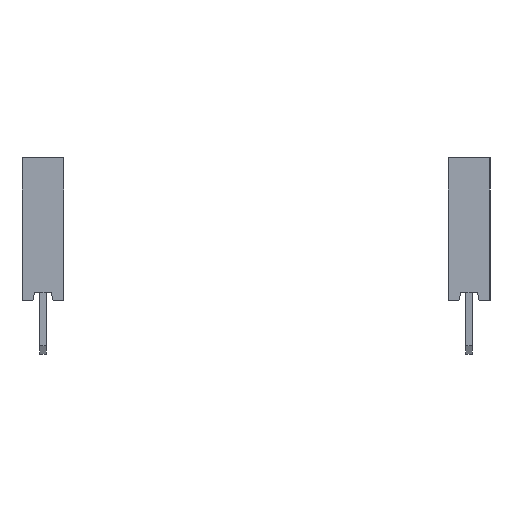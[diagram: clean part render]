
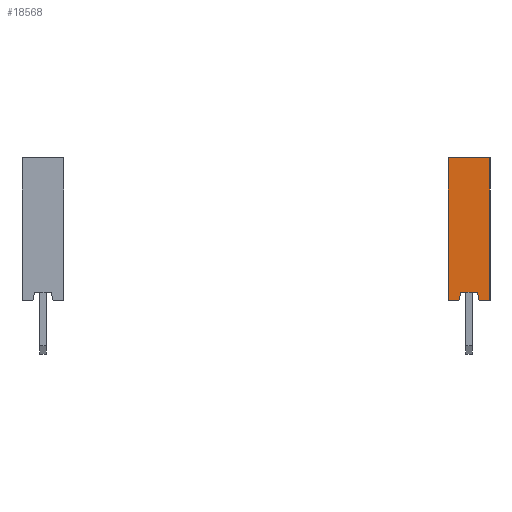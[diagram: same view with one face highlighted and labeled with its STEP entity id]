
A CAD part, front view. The second image highlights one B-rep face of the part: STEP entity #18568.
In plain terms, the highlighted face is planar.
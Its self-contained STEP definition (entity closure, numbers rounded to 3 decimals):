
#18568 = ADVANCED_FACE('',(#18569),#18583,.F.);
#18569 = FACE_BOUND('',#18570,.F.);
#18570 = EDGE_LOOP('',(#18571,#18606,#18634,#18662,#18690,#18718,#18746,
    #18774));
#18571 = ORIENTED_EDGE('',*,*,#18572,.F.);
#18572 = EDGE_CURVE('',#18573,#18575,#18577,.T.);
#18573 = VERTEX_POINT('',#18574);
#18574 = CARTESIAN_POINT('',(-24.38,-1.25,11.7));
#18575 = VERTEX_POINT('',#18576);
#18576 = CARTESIAN_POINT('',(-24.38,1.25,11.7));
#18577 = SURFACE_CURVE('',#18578,(#18582,#18594),.PCURVE_S1.);
#18578 = LINE('',#18579,#18580);
#18579 = CARTESIAN_POINT('',(-24.38,-1.25,11.7));
#18580 = VECTOR('',#18581,1.);
#18581 = DIRECTION('',(0.,1.,0.));
#18582 = PCURVE('',#18583,#18588);
#18583 = PLANE('',#18584);
#18584 = AXIS2_PLACEMENT_3D('',#18585,#18586,#18587);
#18585 = CARTESIAN_POINT('',(-24.38,-1.25,3.2));
#18586 = DIRECTION('',(1.,0.,0.));
#18587 = DIRECTION('',(0.,0.,1.));
#18588 = DEFINITIONAL_REPRESENTATION('',(#18589),#18593);
#18589 = LINE('',#18590,#18591);
#18590 = CARTESIAN_POINT('',(8.5,0.));
#18591 = VECTOR('',#18592,1.);
#18592 = DIRECTION('',(0.,-1.));
#18593 = ( GEOMETRIC_REPRESENTATION_CONTEXT(2) 
PARAMETRIC_REPRESENTATION_CONTEXT() REPRESENTATION_CONTEXT('2D SPACE',''
  ) );
#18594 = PCURVE('',#18595,#18600);
#18595 = PLANE('',#18596);
#18596 = AXIS2_PLACEMENT_3D('',#18597,#18598,#18599);
#18597 = CARTESIAN_POINT('',(-24.38,-1.25,11.7));
#18598 = DIRECTION('',(0.,0.,1.));
#18599 = DIRECTION('',(1.,0.,0.));
#18600 = DEFINITIONAL_REPRESENTATION('',(#18601),#18605);
#18601 = LINE('',#18602,#18603);
#18602 = CARTESIAN_POINT('',(0.,0.));
#18603 = VECTOR('',#18604,1.);
#18604 = DIRECTION('',(0.,1.));
#18605 = ( GEOMETRIC_REPRESENTATION_CONTEXT(2) 
PARAMETRIC_REPRESENTATION_CONTEXT() REPRESENTATION_CONTEXT('2D SPACE',''
  ) );
#18606 = ORIENTED_EDGE('',*,*,#18607,.F.);
#18607 = EDGE_CURVE('',#18608,#18573,#18610,.T.);
#18608 = VERTEX_POINT('',#18609);
#18609 = CARTESIAN_POINT('',(-24.38,-1.25,3.2));
#18610 = SURFACE_CURVE('',#18611,(#18615,#18622),.PCURVE_S1.);
#18611 = LINE('',#18612,#18613);
#18612 = CARTESIAN_POINT('',(-24.38,-1.25,3.2));
#18613 = VECTOR('',#18614,1.);
#18614 = DIRECTION('',(0.,0.,1.));
#18615 = PCURVE('',#18583,#18616);
#18616 = DEFINITIONAL_REPRESENTATION('',(#18617),#18621);
#18617 = LINE('',#18618,#18619);
#18618 = CARTESIAN_POINT('',(0.,0.));
#18619 = VECTOR('',#18620,1.);
#18620 = DIRECTION('',(1.,0.));
#18621 = ( GEOMETRIC_REPRESENTATION_CONTEXT(2) 
PARAMETRIC_REPRESENTATION_CONTEXT() REPRESENTATION_CONTEXT('2D SPACE',''
  ) );
#18622 = PCURVE('',#18623,#18628);
#18623 = PLANE('',#18624);
#18624 = AXIS2_PLACEMENT_3D('',#18625,#18626,#18627);
#18625 = CARTESIAN_POINT('',(-24.38,-1.25,3.2));
#18626 = DIRECTION('',(0.,1.,0.));
#18627 = DIRECTION('',(0.,0.,1.));
#18628 = DEFINITIONAL_REPRESENTATION('',(#18629),#18633);
#18629 = LINE('',#18630,#18631);
#18630 = CARTESIAN_POINT('',(0.,0.));
#18631 = VECTOR('',#18632,1.);
#18632 = DIRECTION('',(1.,0.));
#18633 = ( GEOMETRIC_REPRESENTATION_CONTEXT(2) 
PARAMETRIC_REPRESENTATION_CONTEXT() REPRESENTATION_CONTEXT('2D SPACE',''
  ) );
#18634 = ORIENTED_EDGE('',*,*,#18635,.T.);
#18635 = EDGE_CURVE('',#18608,#18636,#18638,.T.);
#18636 = VERTEX_POINT('',#18637);
#18637 = CARTESIAN_POINT('',(-24.38,-0.6,3.2));
#18638 = SURFACE_CURVE('',#18639,(#18643,#18650),.PCURVE_S1.);
#18639 = LINE('',#18640,#18641);
#18640 = CARTESIAN_POINT('',(-24.38,-1.25,3.2));
#18641 = VECTOR('',#18642,1.);
#18642 = DIRECTION('',(0.,1.,0.));
#18643 = PCURVE('',#18583,#18644);
#18644 = DEFINITIONAL_REPRESENTATION('',(#18645),#18649);
#18645 = LINE('',#18646,#18647);
#18646 = CARTESIAN_POINT('',(0.,0.));
#18647 = VECTOR('',#18648,1.);
#18648 = DIRECTION('',(0.,-1.));
#18649 = ( GEOMETRIC_REPRESENTATION_CONTEXT(2) 
PARAMETRIC_REPRESENTATION_CONTEXT() REPRESENTATION_CONTEXT('2D SPACE',''
  ) );
#18650 = PCURVE('',#18651,#18656);
#18651 = PLANE('',#18652);
#18652 = AXIS2_PLACEMENT_3D('',#18653,#18654,#18655);
#18653 = CARTESIAN_POINT('',(-24.38,-1.25,3.2));
#18654 = DIRECTION('',(0.,0.,1.));
#18655 = DIRECTION('',(1.,0.,0.));
#18656 = DEFINITIONAL_REPRESENTATION('',(#18657),#18661);
#18657 = LINE('',#18658,#18659);
#18658 = CARTESIAN_POINT('',(0.,0.));
#18659 = VECTOR('',#18660,1.);
#18660 = DIRECTION('',(0.,1.));
#18661 = ( GEOMETRIC_REPRESENTATION_CONTEXT(2) 
PARAMETRIC_REPRESENTATION_CONTEXT() REPRESENTATION_CONTEXT('2D SPACE',''
  ) );
#18662 = ORIENTED_EDGE('',*,*,#18663,.T.);
#18663 = EDGE_CURVE('',#18636,#18664,#18666,.T.);
#18664 = VERTEX_POINT('',#18665);
#18665 = CARTESIAN_POINT('',(-24.38,-0.5,3.7));
#18666 = SURFACE_CURVE('',#18667,(#18671,#18678),.PCURVE_S1.);
#18667 = LINE('',#18668,#18669);
#18668 = CARTESIAN_POINT('',(-24.38,-0.613,3.138));
#18669 = VECTOR('',#18670,1.);
#18670 = DIRECTION('',(0.,0.196,0.981));
#18671 = PCURVE('',#18583,#18672);
#18672 = DEFINITIONAL_REPRESENTATION('',(#18673),#18677);
#18673 = LINE('',#18674,#18675);
#18674 = CARTESIAN_POINT('',(-0.063,-0.638));
#18675 = VECTOR('',#18676,1.);
#18676 = DIRECTION('',(0.981,-0.196));
#18677 = ( GEOMETRIC_REPRESENTATION_CONTEXT(2) 
PARAMETRIC_REPRESENTATION_CONTEXT() REPRESENTATION_CONTEXT('2D SPACE',''
  ) );
#18678 = PCURVE('',#18679,#18684);
#18679 = PLANE('',#18680);
#18680 = AXIS2_PLACEMENT_3D('',#18681,#18682,#18683);
#18681 = CARTESIAN_POINT('',(-21.59,-0.6,3.2));
#18682 = DIRECTION('',(0.,-0.981,0.196));
#18683 = DIRECTION('',(0.,-0.196,-0.981));
#18684 = DEFINITIONAL_REPRESENTATION('',(#18685),#18689);
#18685 = LINE('',#18686,#18687);
#18686 = CARTESIAN_POINT('',(0.064,-2.79));
#18687 = VECTOR('',#18688,1.);
#18688 = DIRECTION('',(-1.,0.));
#18689 = ( GEOMETRIC_REPRESENTATION_CONTEXT(2) 
PARAMETRIC_REPRESENTATION_CONTEXT() REPRESENTATION_CONTEXT('2D SPACE',''
  ) );
#18690 = ORIENTED_EDGE('',*,*,#18691,.T.);
#18691 = EDGE_CURVE('',#18664,#18692,#18694,.T.);
#18692 = VERTEX_POINT('',#18693);
#18693 = CARTESIAN_POINT('',(-24.38,0.5,3.7));
#18694 = SURFACE_CURVE('',#18695,(#18699,#18706),.PCURVE_S1.);
#18695 = LINE('',#18696,#18697);
#18696 = CARTESIAN_POINT('',(-24.38,-0.875,3.7));
#18697 = VECTOR('',#18698,1.);
#18698 = DIRECTION('',(0.,1.,0.));
#18699 = PCURVE('',#18583,#18700);
#18700 = DEFINITIONAL_REPRESENTATION('',(#18701),#18705);
#18701 = LINE('',#18702,#18703);
#18702 = CARTESIAN_POINT('',(0.5,-0.375));
#18703 = VECTOR('',#18704,1.);
#18704 = DIRECTION('',(0.,-1.));
#18705 = ( GEOMETRIC_REPRESENTATION_CONTEXT(2) 
PARAMETRIC_REPRESENTATION_CONTEXT() REPRESENTATION_CONTEXT('2D SPACE',''
  ) );
#18706 = PCURVE('',#18707,#18712);
#18707 = PLANE('',#18708);
#18708 = AXIS2_PLACEMENT_3D('',#18709,#18710,#18711);
#18709 = CARTESIAN_POINT('',(-21.59,-0.5,3.7));
#18710 = DIRECTION('',(0.,0.,1.));
#18711 = DIRECTION('',(1.,0.,0.));
#18712 = DEFINITIONAL_REPRESENTATION('',(#18713),#18717);
#18713 = LINE('',#18714,#18715);
#18714 = CARTESIAN_POINT('',(-2.79,-0.375));
#18715 = VECTOR('',#18716,1.);
#18716 = DIRECTION('',(0.,1.));
#18717 = ( GEOMETRIC_REPRESENTATION_CONTEXT(2) 
PARAMETRIC_REPRESENTATION_CONTEXT() REPRESENTATION_CONTEXT('2D SPACE',''
  ) );
#18718 = ORIENTED_EDGE('',*,*,#18719,.T.);
#18719 = EDGE_CURVE('',#18692,#18720,#18722,.T.);
#18720 = VERTEX_POINT('',#18721);
#18721 = CARTESIAN_POINT('',(-24.38,0.6,3.2));
#18722 = SURFACE_CURVE('',#18723,(#18727,#18734),.PCURVE_S1.);
#18723 = LINE('',#18724,#18725);
#18724 = CARTESIAN_POINT('',(-24.38,0.514,3.628));
#18725 = VECTOR('',#18726,1.);
#18726 = DIRECTION('',(0.,0.196,-0.981));
#18727 = PCURVE('',#18583,#18728);
#18728 = DEFINITIONAL_REPRESENTATION('',(#18729),#18733);
#18729 = LINE('',#18730,#18731);
#18730 = CARTESIAN_POINT('',(0.428,-1.764));
#18731 = VECTOR('',#18732,1.);
#18732 = DIRECTION('',(-0.981,-0.196));
#18733 = ( GEOMETRIC_REPRESENTATION_CONTEXT(2) 
PARAMETRIC_REPRESENTATION_CONTEXT() REPRESENTATION_CONTEXT('2D SPACE',''
  ) );
#18734 = PCURVE('',#18735,#18740);
#18735 = PLANE('',#18736);
#18736 = AXIS2_PLACEMENT_3D('',#18737,#18738,#18739);
#18737 = CARTESIAN_POINT('',(-21.715,0.55,3.45));
#18738 = DIRECTION('',(0.,-0.981,
    -0.196));
#18739 = DIRECTION('',(0.,0.196,
    -0.981));
#18740 = DEFINITIONAL_REPRESENTATION('',(#18741),#18745);
#18741 = LINE('',#18742,#18743);
#18742 = CARTESIAN_POINT('',(-0.181,-2.665));
#18743 = VECTOR('',#18744,1.);
#18744 = DIRECTION('',(1.,0.));
#18745 = ( GEOMETRIC_REPRESENTATION_CONTEXT(2) 
PARAMETRIC_REPRESENTATION_CONTEXT() REPRESENTATION_CONTEXT('2D SPACE',''
  ) );
#18746 = ORIENTED_EDGE('',*,*,#18747,.T.);
#18747 = EDGE_CURVE('',#18720,#18748,#18750,.T.);
#18748 = VERTEX_POINT('',#18749);
#18749 = CARTESIAN_POINT('',(-24.38,1.25,3.2));
#18750 = SURFACE_CURVE('',#18751,(#18755,#18762),.PCURVE_S1.);
#18751 = LINE('',#18752,#18753);
#18752 = CARTESIAN_POINT('',(-24.38,-1.25,3.2));
#18753 = VECTOR('',#18754,1.);
#18754 = DIRECTION('',(0.,1.,0.));
#18755 = PCURVE('',#18583,#18756);
#18756 = DEFINITIONAL_REPRESENTATION('',(#18757),#18761);
#18757 = LINE('',#18758,#18759);
#18758 = CARTESIAN_POINT('',(0.,0.));
#18759 = VECTOR('',#18760,1.);
#18760 = DIRECTION('',(0.,-1.));
#18761 = ( GEOMETRIC_REPRESENTATION_CONTEXT(2) 
PARAMETRIC_REPRESENTATION_CONTEXT() REPRESENTATION_CONTEXT('2D SPACE',''
  ) );
#18762 = PCURVE('',#18763,#18768);
#18763 = PLANE('',#18764);
#18764 = AXIS2_PLACEMENT_3D('',#18765,#18766,#18767);
#18765 = CARTESIAN_POINT('',(-24.38,0.6,3.2));
#18766 = DIRECTION('',(0.,0.,1.));
#18767 = DIRECTION('',(1.,0.,0.));
#18768 = DEFINITIONAL_REPRESENTATION('',(#18769),#18773);
#18769 = LINE('',#18770,#18771);
#18770 = CARTESIAN_POINT('',(0.,-1.85));
#18771 = VECTOR('',#18772,1.);
#18772 = DIRECTION('',(0.,1.));
#18773 = ( GEOMETRIC_REPRESENTATION_CONTEXT(2) 
PARAMETRIC_REPRESENTATION_CONTEXT() REPRESENTATION_CONTEXT('2D SPACE',''
  ) );
#18774 = ORIENTED_EDGE('',*,*,#18775,.T.);
#18775 = EDGE_CURVE('',#18748,#18575,#18776,.T.);
#18776 = SURFACE_CURVE('',#18777,(#18781,#18788),.PCURVE_S1.);
#18777 = LINE('',#18778,#18779);
#18778 = CARTESIAN_POINT('',(-24.38,1.25,3.2));
#18779 = VECTOR('',#18780,1.);
#18780 = DIRECTION('',(0.,0.,1.));
#18781 = PCURVE('',#18583,#18782);
#18782 = DEFINITIONAL_REPRESENTATION('',(#18783),#18787);
#18783 = LINE('',#18784,#18785);
#18784 = CARTESIAN_POINT('',(0.,-2.5));
#18785 = VECTOR('',#18786,1.);
#18786 = DIRECTION('',(1.,0.));
#18787 = ( GEOMETRIC_REPRESENTATION_CONTEXT(2) 
PARAMETRIC_REPRESENTATION_CONTEXT() REPRESENTATION_CONTEXT('2D SPACE',''
  ) );
#18788 = PCURVE('',#18789,#18794);
#18789 = PLANE('',#18790);
#18790 = AXIS2_PLACEMENT_3D('',#18791,#18792,#18793);
#18791 = CARTESIAN_POINT('',(-24.38,1.25,3.2));
#18792 = DIRECTION('',(0.,1.,0.));
#18793 = DIRECTION('',(0.,0.,1.));
#18794 = DEFINITIONAL_REPRESENTATION('',(#18795),#18799);
#18795 = LINE('',#18796,#18797);
#18796 = CARTESIAN_POINT('',(0.,0.));
#18797 = VECTOR('',#18798,1.);
#18798 = DIRECTION('',(1.,0.));
#18799 = ( GEOMETRIC_REPRESENTATION_CONTEXT(2) 
PARAMETRIC_REPRESENTATION_CONTEXT() REPRESENTATION_CONTEXT('2D SPACE',''
  ) );
